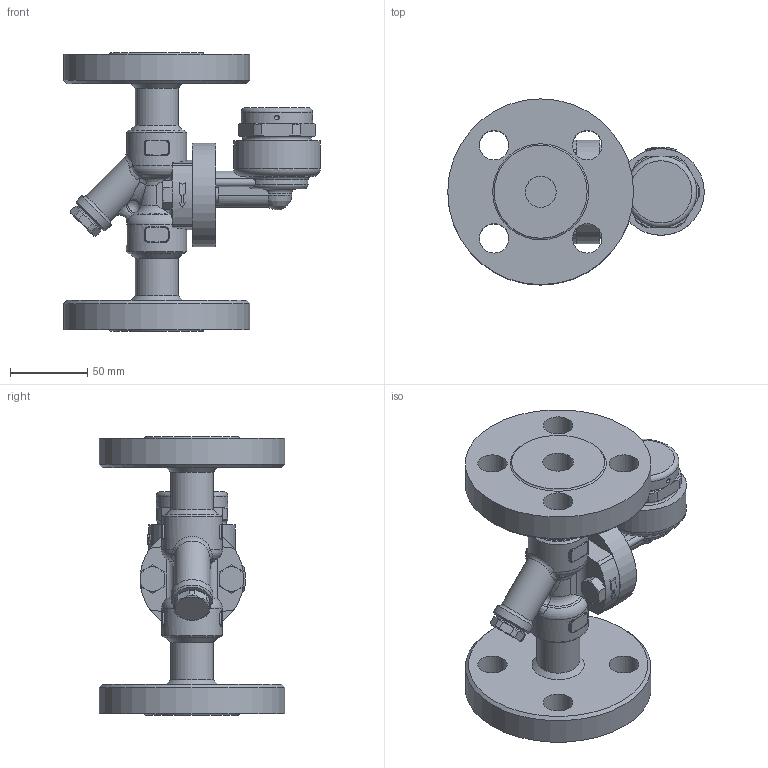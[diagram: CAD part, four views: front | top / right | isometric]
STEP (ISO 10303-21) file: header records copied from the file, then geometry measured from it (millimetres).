
FILE_DESCRIPTION(/* description */ (''),/* implementation_level */ '2;1');
FILE_NAME(/* name */ 'fp46u-020-jis40-00.stp',/* time_stamp */ '2019-10-04T10:11:36+09:00',/* author */ ('nakaot'),/* organization */ (''),/* preprocessor_version */ 'ST-DEVELOPER v18',/* originating_system */ 'Autodesk Inventor 2020',/* authorisation */ '');
FILE_SCHEMA (('AUTOMOTIVE_DESIGN { 1 0 10303 214 3 1 1 }'));
Length unit declared in the file: millimetre
Products named in the file (1): p46u-020-jis40-00
Bounding box: 165.61 x 120 x 180 mm (x, y, z)
Volume: 694735.7 mm3; surface area: 119996.6 mm2
Topology: 1 solids, 1 shells, 360 faces, 936 edges, 582 vertices
Faces by surface type: plane 135, cylinder 113, cone 39, bspline 37, torus 32, sphere 4
Full cylindrical faces by diameter (mm): 9.5 x4, 10.5 x2, 19 x8, 20 x2, 21 x1, 23 x1, 27 x1, 27.7 x2, 35 x1, 36 x1, 39 x2, 46.1 x1, 56 x1, 67 x1, 120 x2
Entity records: 13630 total; most frequent: CARTESIAN_POINT 5098, ORIENTED_EDGE 1822, DIRECTION 1752, EDGE_CURVE 911, AXIS2_PLACEMENT_3D 720, VERTEX_POINT 582, EDGE_LOOP 409, CIRCLE 384
